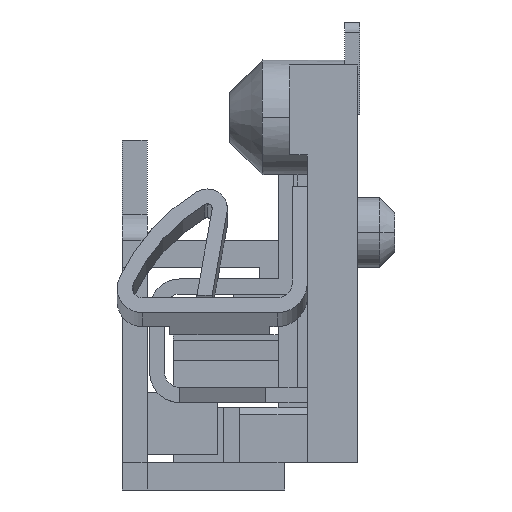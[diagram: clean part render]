
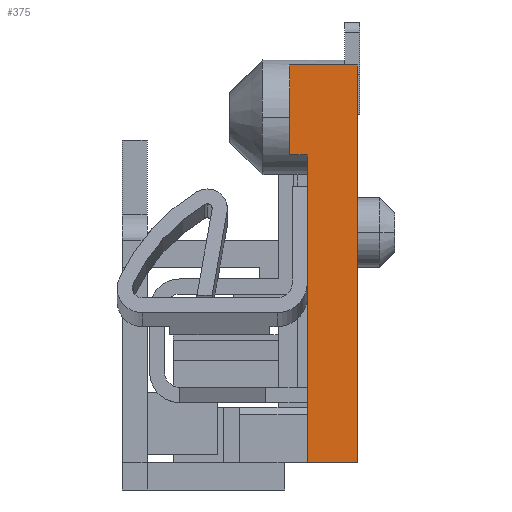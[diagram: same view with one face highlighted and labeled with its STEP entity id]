
A CAD part, left-side view. The second image highlights one B-rep face of the part: STEP entity #375.
In plain terms, the highlighted planar face has unit normal (-1, 0, 0).
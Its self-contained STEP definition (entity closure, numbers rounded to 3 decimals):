
#375=ADVANCED_FACE('',(#1066),#1067,.T.);
#1066=FACE_OUTER_BOUND('',#1816,.T.);
#1067=PLANE('',#1817);
#1816=EDGE_LOOP('',(#4799,#4800,#4801,#4802,#4803,#4804));
#1817=AXIS2_PLACEMENT_3D('',#4805,#4806,#4807);
#4799=ORIENTED_EDGE('',*,*,#6379,.T.);
#4800=ORIENTED_EDGE('',*,*,#5885,.F.);
#4801=ORIENTED_EDGE('',*,*,#5829,.F.);
#4802=ORIENTED_EDGE('',*,*,#6380,.T.);
#4803=ORIENTED_EDGE('',*,*,#6103,.T.);
#4804=ORIENTED_EDGE('',*,*,#6124,.T.);
#4805=CARTESIAN_POINT('',(-14.225,1.73,0.0));
#4806=DIRECTION('',(-1.0,0.0,0.0));
#4807=DIRECTION('',(0.0,0.0,1.0));
#5829=EDGE_CURVE('',#7393,#7395,#7396,.T.);
#5885=EDGE_CURVE('',#7395,#7492,#7493,.T.);
#6103=EDGE_CURVE('',#7841,#7842,#7843,.T.);
#6124=EDGE_CURVE('',#7842,#7875,#7877,.T.);
#6379=EDGE_CURVE('',#7875,#7492,#8258,.T.);
#6380=EDGE_CURVE('',#7393,#7841,#8259,.T.);
#7393=VERTEX_POINT('',#9709);
#7395=VERTEX_POINT('',#9712);
#7396=LINE('',#9713,#9714);
#7492=VERTEX_POINT('',#9865);
#7493=LINE('',#9866,#9867);
#7841=VERTEX_POINT('',#10422);
#7842=VERTEX_POINT('',#10423);
#7843=LINE('',#10424,#10425);
#7875=VERTEX_POINT('',#10476);
#7877=LINE('',#10479,#10480);
#8258=LINE('',#11074,#11075);
#8259=LINE('',#11076,#11077);
#9709=CARTESIAN_POINT('',(-14.225,-0.95,-7.95));
#9712=CARTESIAN_POINT('',(-14.225,0.05,-7.95));
#9713=CARTESIAN_POINT('',(-14.225,-0.95,-7.95));
#9714=VECTOR('',#11865,1.0);
#9865=CARTESIAN_POINT('',(-14.225,0.05,-1.8));
#9866=CARTESIAN_POINT('',(-14.225,0.05,-7.95));
#9867=VECTOR('',#11921,6.15);
#10422=CARTESIAN_POINT('',(-14.225,-0.95,0.0));
#10423=CARTESIAN_POINT('',(-14.225,0.4,0.0));
#10424=CARTESIAN_POINT('',(-14.225,-0.95,0.0));
#10425=VECTOR('',#12159,1.35);
#10476=CARTESIAN_POINT('',(-14.225,0.4,-1.8));
#10479=CARTESIAN_POINT('',(-14.225,0.4,0.0));
#10480=VECTOR('',#12180,1.8);
#11074=CARTESIAN_POINT('',(-14.225,0.4,-1.8));
#11075=VECTOR('',#12517,0.35);
#11076=CARTESIAN_POINT('',(-14.225,-0.95,-7.95));
#11077=VECTOR('',#12518,7.95);
#11865=DIRECTION('',(0.0,1.0,0.0));
#11921=DIRECTION('',(0.0,0.0,1.0));
#12159=DIRECTION('',(0.0,1.0,0.0));
#12180=DIRECTION('',(0.0,0.0,-1.0));
#12517=DIRECTION('',(0.0,-1.0,0.0));
#12518=DIRECTION('',(0.0,0.0,1.0));
